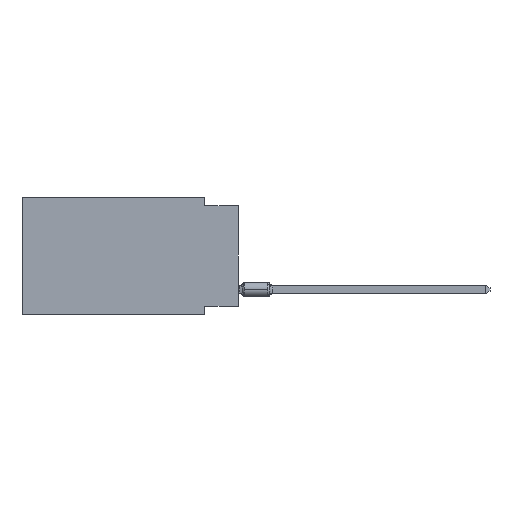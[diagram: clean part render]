
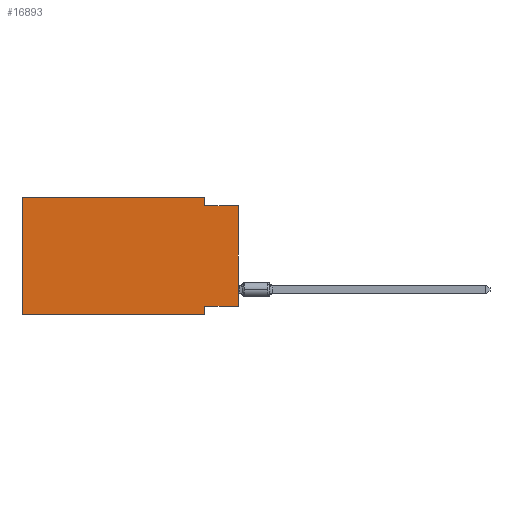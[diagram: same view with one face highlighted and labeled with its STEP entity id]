
A CAD part, left-side view. The second image highlights one B-rep face of the part: STEP entity #16893.
In plain terms, the highlighted planar face has unit normal (-1, 0, 0).
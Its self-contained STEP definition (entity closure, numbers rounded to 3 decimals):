
#159 = CARTESIAN_POINT ( 'NONE',  ( 0., 2.54, 0. ) ) ;
#1378 = EDGE_CURVE ( 'NONE', #5968, #37391, #33495, .T. ) ;
#1925 = DIRECTION ( 'NONE',  ( 0., -1., 0. ) ) ;
#2149 = DIRECTION ( 'NONE',  ( 0., -1., 0. ) ) ;
#3118 = LINE ( 'NONE', #159, #25435 ) ;
#3748 = LINE ( 'NONE', #33585, #32897 ) ;
#3822 = EDGE_CURVE ( 'NONE', #37391, #5190, #5113, .T. ) ;
#4526 = ORIENTED_EDGE ( 'NONE', *, *, #11197, .F. ) ;
#4559 = CARTESIAN_POINT ( 'NONE',  ( 0., 16.383, 0. ) ) ;
#4789 = ORIENTED_EDGE ( 'NONE', *, *, #1378, .F. ) ;
#4932 = DIRECTION ( 'NONE',  ( 1., 0., 0. ) ) ;
#5113 = LINE ( 'NONE', #29223, #23671 ) ;
#5190 = VERTEX_POINT ( 'NONE', #13187 ) ;
#5340 = CARTESIAN_POINT ( 'NONE',  ( 0., 0., -0.635 ) ) ;
#5773 = VERTEX_POINT ( 'NONE', #5340 ) ;
#5968 = VERTEX_POINT ( 'NONE', #31602 ) ;
#6972 = CARTESIAN_POINT ( 'NONE',  ( 0., 0., -8.255 ) ) ;
#7228 = EDGE_CURVE ( 'NONE', #37593, #8786, #3748, .T. ) ;
#8241 = LINE ( 'NONE', #26217, #17585 ) ;
#8571 = CARTESIAN_POINT ( 'NONE',  ( 0., 16.383, 0. ) ) ;
#8786 = VERTEX_POINT ( 'NONE', #30753 ) ;
#9872 = VECTOR ( 'NONE', #15275, 1000. ) ;
#10373 = ORIENTED_EDGE ( 'NONE', *, *, #14545, .F. ) ;
#11197 = EDGE_CURVE ( 'NONE', #11361, #37593, #36607, .T. ) ;
#11361 = VERTEX_POINT ( 'NONE', #19414 ) ;
#12765 = CARTESIAN_POINT ( 'NONE',  ( 0., 16.383, 0. ) ) ;
#13187 = CARTESIAN_POINT ( 'NONE',  ( 0., 2.54, 0. ) ) ;
#13278 = FACE_OUTER_BOUND ( 'NONE', #15949, .T. ) ;
#13988 = CARTESIAN_POINT ( 'NONE',  ( 0., 16.383, -8.89 ) ) ;
#14545 = EDGE_CURVE ( 'NONE', #35383, #5773, #8241, .T. ) ;
#14741 = VECTOR ( 'NONE', #26032, 1000. ) ;
#15275 = DIRECTION ( 'NONE',  ( 0., 0., 1. ) ) ;
#15949 = EDGE_LOOP ( 'NONE', ( #26257, #10373, #21127, #25710, #4789, #24954, #22133, #4526 ) ) ;
#16893 = ADVANCED_FACE ( 'NONE', ( #13278 ), #25700, .F. ) ;
#17306 = LINE ( 'NONE', #21392, #9872 ) ;
#17585 = VECTOR ( 'NONE', #1925, 1000. ) ;
#18372 = DIRECTION ( 'NONE',  ( 0., 0., -1. ) ) ;
#18756 = EDGE_CURVE ( 'NONE', #5190, #35383, #3118, .T. ) ;
#19414 = CARTESIAN_POINT ( 'NONE',  ( 0., 0., -8.255 ) ) ;
#21102 = DIRECTION ( 'NONE',  ( 0., 0., -1. ) ) ;
#21127 = ORIENTED_EDGE ( 'NONE', *, *, #18756, .F. ) ;
#21392 = CARTESIAN_POINT ( 'NONE',  ( 0., 0., 0. ) ) ;
#21505 = CARTESIAN_POINT ( 'NONE',  ( 0., 2.54, -0.635 ) ) ;
#22133 = ORIENTED_EDGE ( 'NONE', *, *, #7228, .F. ) ;
#22979 = CARTESIAN_POINT ( 'NONE',  ( 0., 2.54, -8.255 ) ) ;
#23671 = VECTOR ( 'NONE', #2149, 1000. ) ;
#24156 = EDGE_CURVE ( 'NONE', #11361, #5773, #17306, .T. ) ;
#24954 = ORIENTED_EDGE ( 'NONE', *, *, #34604, .T. ) ;
#25435 = VECTOR ( 'NONE', #21102, 1000. ) ;
#25700 = PLANE ( 'NONE',  #33386 ) ;
#25710 = ORIENTED_EDGE ( 'NONE', *, *, #3822, .F. ) ;
#26032 = DIRECTION ( 'NONE',  ( 0., -1., 0. ) ) ;
#26217 = CARTESIAN_POINT ( 'NONE',  ( 0., 0., -0.635 ) ) ;
#26257 = ORIENTED_EDGE ( 'NONE', *, *, #24156, .T. ) ;
#26612 = LINE ( 'NONE', #13988, #14741 ) ;
#29223 = CARTESIAN_POINT ( 'NONE',  ( 0., 16.383, 0. ) ) ;
#30753 = CARTESIAN_POINT ( 'NONE',  ( 0., 2.54, -8.89 ) ) ;
#31602 = CARTESIAN_POINT ( 'NONE',  ( 0., 16.383, -8.89 ) ) ;
#31807 = VECTOR ( 'NONE', #36259, 1000. ) ;
#32897 = VECTOR ( 'NONE', #18372, 1000. ) ;
#33386 = AXIS2_PLACEMENT_3D ( 'NONE', #4559, #4932, #37751 ) ;
#33495 = LINE ( 'NONE', #12765, #31807 ) ;
#33585 = CARTESIAN_POINT ( 'NONE',  ( 0., 2.54, -8.89 ) ) ;
#34235 = DIRECTION ( 'NONE',  ( 0., 1., 0. ) ) ;
#34604 = EDGE_CURVE ( 'NONE', #5968, #8786, #26612, .T. ) ;
#35383 = VERTEX_POINT ( 'NONE', #21505 ) ;
#35909 = VECTOR ( 'NONE', #34235, 1000. ) ;
#36259 = DIRECTION ( 'NONE',  ( 0., 0., 1. ) ) ;
#36607 = LINE ( 'NONE', #6972, #35909 ) ;
#37391 = VERTEX_POINT ( 'NONE', #8571 ) ;
#37593 = VERTEX_POINT ( 'NONE', #22979 ) ;
#37751 = DIRECTION ( 'NONE',  ( 0., 0., -1. ) ) ;
